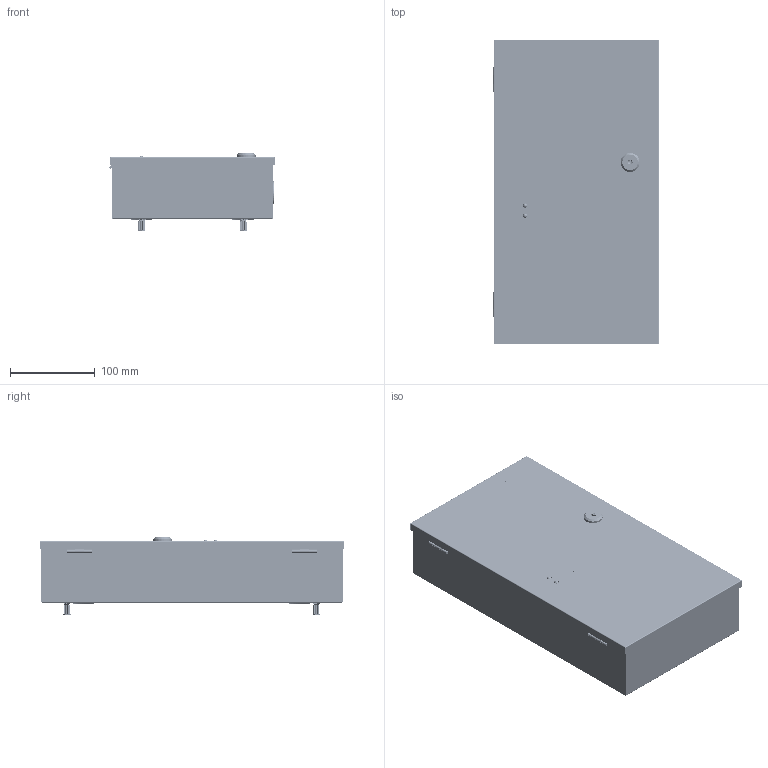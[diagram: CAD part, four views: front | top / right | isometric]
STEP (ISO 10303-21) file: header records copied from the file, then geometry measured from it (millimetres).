
FILE_DESCRIPTION (( 'STEP AP214' ), '1' );
FILE_NAME ('ADCCTVS1208-09.STEP', '2021-08-02T10:02:31', ( '' ), ( '' ), 'SwSTEP 2.0', 'SolidWorks 2020', '' );
FILE_SCHEMA (( 'AUTOMOTIVE_DESIGN' ));
Length unit declared in the file: millimetre
Products named in the file (31): BOITIER ADCCTVS1208-09_nvx pictos; User Library-Portafusible Europeo CI; User Library-chave-1_Valor predeterminado; ADCCTVS1208-09; ISO 7046-1 - M3 x 6 - Z --- 6S_ISO 7046-1 - M3 x 6 - Z --- 6S; LED 5MM RVO_VERT; EP0156-PH PIN TOP; capot ADCCTVS1208-09; GreenLED-3mm; Deviatore a Rotella Panasonic AM5_LIBRE; Parte 1 Deviatore a Rotella Panasonic AM5; CAM LOCK XL; User Library-Pot - RES_VAR1; r6513-00_paroi 0.8mm; ELECTRONIQUE ADCCTVS1208-09; User Library-ZHL30-1; BT CONTACT; Parte 2 Deviatore a Rotella Panasonic AM5; EP0205-TOP CONNECTOR 4W (B-2B-PH-K); ISO 7045 - M3 x 6 - Z --- 6S_ISO 7045 - M3 x 6 - Z --- 6S; RedLED-3mm; KF7.62_18P; HB-9500_3P; User Library-20mm diameter panel hole grommet; PCB 2 LEDS; Mascon2; Parte 4 Deviatore a Rotella Panasonic AM5; EP0204-B4B-PH-K-S SHROUDED HEADER 4P TOP ENTRY; ENTRETOISE_H36.5; ELEC ADCCTVS1208-09; Parte 3 Deviatore a Rotella Panasonic AM5
Assembly tree (62 placements, depth 4):
  ADCCTVS1208-09
    BOITIER ADCCTVS1208-09_nvx pictos
    ELECTRONIQUE ADCCTVS1208-09
      ELEC ADCCTVS1208-09
      User Library-Portafusible Europeo CI
      User Library-chave-1_Valor predeterminado
      capot ADCCTVS1208-09
      ENTRETOISE_H36.5  x3
      ISO 7046-1 - M3 x 6 - Z --- 6S_ISO 7046-1 - M3 x 6 - Z --- 6S  x3
      ISO 7045 - M3 x 6 - Z --- 6S_ISO 7045 - M3 x 6 - Z --- 6S  x3
      HB-9500_3P
      User Library-Pot - RES_VAR1
      KF7.62_18P
      GreenLED-3mm  x9
      User Library-ZHL30-1  x9
      BT CONTACT
      Mascon2
      EP0205-TOP CONNECTOR 4W (B-2B-PH-K)
        EP0204-B4B-PH-K-S SHROUDED HEADER 4P TOP ENTRY
        EP0156-PH PIN TOP  x4
      RedLED-3mm
    LED 5MM RVO_VERT  x2
    CAM LOCK XL
    User Library-20mm diameter panel hole grommet  x4
    Deviatore a Rotella Panasonic AM5_LIBRE
      Parte 1 Deviatore a Rotella Panasonic AM5
      Parte 2 Deviatore a Rotella Panasonic AM5
      Parte 3 Deviatore a Rotella Panasonic AM5
      Parte 4 Deviatore a Rotella Panasonic AM5
    r6513-00_paroi 0.8mm  x4
    PCB 2 LEDS
Bounding box: 195.8 x 360 x 91.3 mm (x, y, z)
Volume: 327909.2 mm3; surface area: 634334.9 mm2
Topology: 85 solids, 88 shells, 8485 faces, 23695 edges, 15626 vertices
Faces by surface type: plane 5820, cylinder 1439, bspline 676, cone 372, torus 150, sphere 28
Entity records: 222058 total; most frequent: CARTESIAN_POINT 67961, ORIENTED_EDGE 28342, DIRECTION 23662, EDGE_CURVE 14175, LINE 10288, VECTOR 10288, VERTEX_POINT 9500, AXIS2_PLACEMENT_3D 6687
